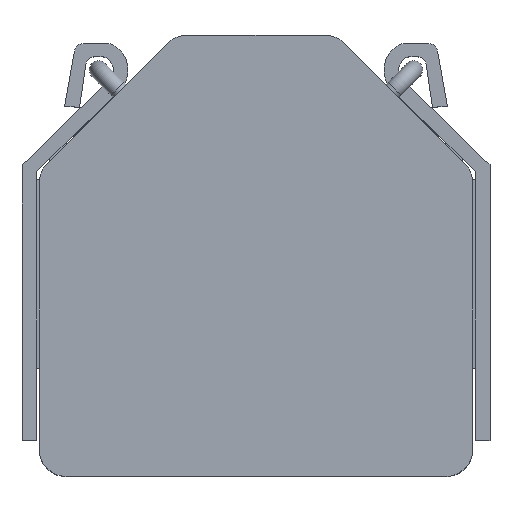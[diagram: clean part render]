
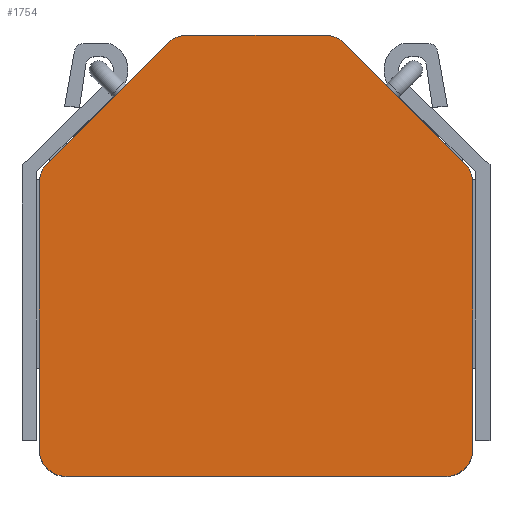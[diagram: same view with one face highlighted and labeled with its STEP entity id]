
A CAD part, top view. The second image highlights one B-rep face of the part: STEP entity #1754.
In plain terms, the highlighted planar face has unit normal (0, 0, 1).
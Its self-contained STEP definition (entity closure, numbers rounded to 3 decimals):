
#41=CIRCLE('',#1880,0.3);
#42=CIRCLE('',#1883,0.3);
#44=CIRCLE('',#1887,0.3);
#45=CIRCLE('',#1890,0.3);
#46=CIRCLE('',#1891,0.3);
#47=CIRCLE('',#1892,0.3);
#160=FACE_OUTER_BOUND('',#266,.T.);
#266=EDGE_LOOP('',(#1364,#1365,#1366,#1367,#1368,#1369,#1370,#1371,#1372,
#1373,#1374,#1375,#1376,#1377,#1378));
#396=LINE('',#2656,#597);
#411=LINE('',#2691,#612);
#415=LINE('',#2702,#616);
#418=LINE('',#2710,#619);
#423=LINE('',#2722,#624);
#424=LINE('',#2725,#625);
#425=LINE('',#2729,#626);
#426=LINE('',#2733,#627);
#427=LINE('',#2736,#628);
#597=VECTOR('',#2152,0.);
#612=VECTOR('',#2179,0.77);
#616=VECTOR('',#2191,1.892);
#619=VECTOR('',#2200,2.964);
#624=VECTOR('',#2213,2.103);
#625=VECTOR('',#2216,0.77);
#626=VECTOR('',#2219,1.892);
#627=VECTOR('',#2222,2.964);
#628=VECTOR('',#2225,2.116);
#784=VERTEX_POINT('',#2650);
#786=VERTEX_POINT('',#2654);
#799=VERTEX_POINT('',#2688);
#800=VERTEX_POINT('',#2690);
#802=VERTEX_POINT('',#2696);
#803=VERTEX_POINT('',#2701);
#804=VERTEX_POINT('',#2705);
#805=VERTEX_POINT('',#2709);
#808=VERTEX_POINT('',#2717);
#809=VERTEX_POINT('',#2724);
#810=VERTEX_POINT('',#2726);
#811=VERTEX_POINT('',#2728);
#812=VERTEX_POINT('',#2730);
#813=VERTEX_POINT('',#2732);
#814=VERTEX_POINT('',#2734);
#980=EDGE_CURVE('',#784,#786,#396,.T.);
#996=EDGE_CURVE('',#800,#799,#411,.T.);
#999=EDGE_CURVE('',#802,#800,#41,.T.);
#1002=EDGE_CURVE('',#803,#802,#415,.T.);
#1004=EDGE_CURVE('',#804,#803,#42,.T.);
#1006=EDGE_CURVE('',#805,#804,#418,.T.);
#1010=EDGE_CURVE('',#808,#805,#44,.T.);
#1013=EDGE_CURVE('',#786,#808,#423,.T.);
#1014=EDGE_CURVE('',#809,#799,#424,.T.);
#1015=EDGE_CURVE('',#810,#809,#45,.T.);
#1016=EDGE_CURVE('',#811,#810,#425,.T.);
#1017=EDGE_CURVE('',#812,#811,#46,.T.);
#1018=EDGE_CURVE('',#813,#812,#426,.T.);
#1019=EDGE_CURVE('',#814,#813,#47,.T.);
#1020=EDGE_CURVE('',#784,#814,#427,.T.);
#1364=ORIENTED_EDGE('',*,*,#1014,.F.);
#1365=ORIENTED_EDGE('',*,*,#1015,.F.);
#1366=ORIENTED_EDGE('',*,*,#1016,.F.);
#1367=ORIENTED_EDGE('',*,*,#1017,.F.);
#1368=ORIENTED_EDGE('',*,*,#1018,.F.);
#1369=ORIENTED_EDGE('',*,*,#1019,.F.);
#1370=ORIENTED_EDGE('',*,*,#1020,.F.);
#1371=ORIENTED_EDGE('',*,*,#980,.T.);
#1372=ORIENTED_EDGE('',*,*,#1013,.T.);
#1373=ORIENTED_EDGE('',*,*,#1010,.T.);
#1374=ORIENTED_EDGE('',*,*,#1006,.T.);
#1375=ORIENTED_EDGE('',*,*,#1004,.T.);
#1376=ORIENTED_EDGE('',*,*,#1002,.T.);
#1377=ORIENTED_EDGE('',*,*,#999,.T.);
#1378=ORIENTED_EDGE('',*,*,#996,.T.);
#1663=PLANE('',#1889);
#1754=ADVANCED_FACE('',(#160),#1663,.F.);
#1880=AXIS2_PLACEMENT_3D('',#2697,#2185,#2186);
#1883=AXIS2_PLACEMENT_3D('',#2706,#2195,#2196);
#1887=AXIS2_PLACEMENT_3D('',#2718,#2207,#2208);
#1889=AXIS2_PLACEMENT_3D('',#2723,#2214,#2215);
#1890=AXIS2_PLACEMENT_3D('',#2727,#2217,#2218);
#1891=AXIS2_PLACEMENT_3D('',#2731,#2220,#2221);
#1892=AXIS2_PLACEMENT_3D('',#2735,#2223,#2224);
#2152=DIRECTION('',(0.001,-1.,0.));
#2179=DIRECTION('',(-1.,-0.001,0.));
#2185=DIRECTION('center_axis',(0.,0.,1.));
#2186=DIRECTION('ref_axis',(0.,1.,0.));
#2191=DIRECTION('',(-0.708,0.707,0.));
#2195=DIRECTION('center_axis',(0.,0.,1.));
#2196=DIRECTION('ref_axis',(0.707,0.708,0.));
#2200=DIRECTION('',(0.,1.,0.));
#2207=DIRECTION('center_axis',(0.,0.,1.));
#2208=DIRECTION('ref_axis',(1.,0.,0.));
#2213=DIRECTION('',(1.,0.,0.));
#2214=DIRECTION('center_axis',(0.,0.,-1.));
#2215=DIRECTION('ref_axis',(-1.,0.,0.));
#2216=DIRECTION('',(1.,-0.001,0.));
#2217=DIRECTION('center_axis',(0.,0.,-1.));
#2218=DIRECTION('ref_axis',(0.,1.,0.));
#2219=DIRECTION('',(0.708,0.707,0.));
#2220=DIRECTION('center_axis',(0.,0.,-1.));
#2221=DIRECTION('ref_axis',(-0.707,0.708,0.));
#2222=DIRECTION('',(0.,1.,0.));
#2223=DIRECTION('center_axis',(0.,0.,-1.));
#2224=DIRECTION('ref_axis',(-1.,0.,0.));
#2225=DIRECTION('',(-1.,0.,0.));
#2650=CARTESIAN_POINT('',(0.005,-2.451,1.8));
#2654=CARTESIAN_POINT('',(0.005,-2.451,1.8));
#2656=CARTESIAN_POINT('',(0.005,-2.451,1.8));
#2688=CARTESIAN_POINT('',(0.,2.45,1.8));
#2690=CARTESIAN_POINT('',(0.77,2.451,1.8));
#2691=CARTESIAN_POINT('',(0.,2.45,1.8));
#2696=CARTESIAN_POINT('',(0.982,2.363,1.8));
#2697=CARTESIAN_POINT('Origin',(0.77,2.151,1.8));
#2701=CARTESIAN_POINT('',(2.32,1.026,1.8));
#2702=CARTESIAN_POINT('',(0.982,2.363,1.8));
#2705=CARTESIAN_POINT('',(2.408,0.814,1.8));
#2706=CARTESIAN_POINT('Origin',(2.108,0.814,1.8));
#2709=CARTESIAN_POINT('',(2.408,-2.151,1.8));
#2710=CARTESIAN_POINT('',(2.408,0.814,1.8));
#2717=CARTESIAN_POINT('',(2.108,-2.451,1.8));
#2718=CARTESIAN_POINT('Origin',(2.108,-2.151,1.8));
#2722=CARTESIAN_POINT('',(2.108,-2.451,1.8));
#2723=CARTESIAN_POINT('Origin',(-1.063,-0.171,1.8));
#2724=CARTESIAN_POINT('',(-0.77,2.451,1.8));
#2725=CARTESIAN_POINT('',(0.,2.45,1.8));
#2726=CARTESIAN_POINT('',(-0.982,2.363,1.8));
#2727=CARTESIAN_POINT('Origin',(-0.77,2.151,1.8));
#2728=CARTESIAN_POINT('',(-2.32,1.026,1.8));
#2729=CARTESIAN_POINT('',(-0.982,2.363,1.8));
#2730=CARTESIAN_POINT('',(-2.408,0.814,1.8));
#2731=CARTESIAN_POINT('Origin',(-2.108,0.814,1.8));
#2732=CARTESIAN_POINT('',(-2.408,-2.151,1.8));
#2733=CARTESIAN_POINT('',(-2.408,0.814,1.8));
#2734=CARTESIAN_POINT('',(-2.111,-2.451,1.8));
#2735=CARTESIAN_POINT('Origin',(-2.108,-2.151,1.8));
#2736=CARTESIAN_POINT('',(-2.098,-2.451,1.8));
